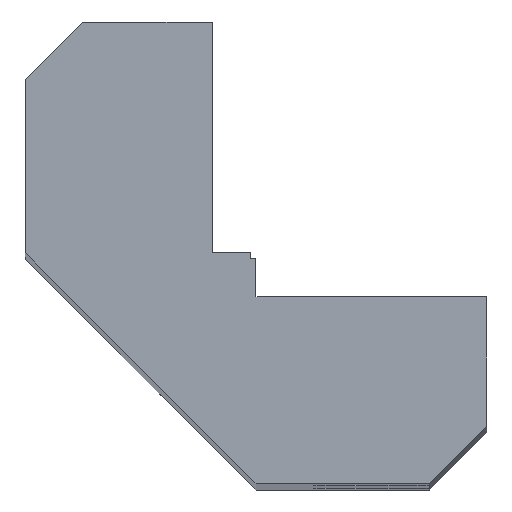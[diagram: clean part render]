
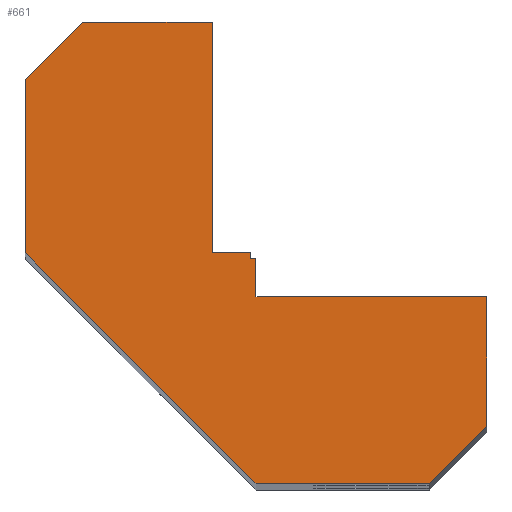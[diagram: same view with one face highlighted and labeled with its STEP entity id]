
A CAD part, top view. The second image highlights one B-rep face of the part: STEP entity #661.
In plain terms, the highlighted planar face has unit normal (0, 0, 1).
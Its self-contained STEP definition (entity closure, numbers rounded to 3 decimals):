
#67=FACE_OUTER_BOUND('',#105,.T.);
#105=EDGE_LOOP('',(#530,#531,#532,#533,#534,#535,#536,#537,#538,#539,#540,
#541,#542));
#166=LINE('',#1006,#242);
#169=LINE('',#1011,#245);
#171=LINE('',#1015,#247);
#177=LINE('',#1039,#253);
#181=LINE('',#1053,#257);
#182=LINE('',#1055,#258);
#183=LINE('',#1057,#259);
#184=LINE('',#1059,#260);
#185=LINE('',#1061,#261);
#186=LINE('',#1062,#262);
#187=LINE('',#1064,#263);
#188=LINE('',#1066,#264);
#189=LINE('',#1067,#265);
#242=VECTOR('',#804,10.);
#245=VECTOR('',#809,10.);
#247=VECTOR('',#813,10.);
#253=VECTOR('',#839,10.);
#257=VECTOR('',#857,10.);
#258=VECTOR('',#858,10.);
#259=VECTOR('',#859,10.);
#260=VECTOR('',#860,10.);
#261=VECTOR('',#861,10.);
#262=VECTOR('',#862,10.);
#263=VECTOR('',#863,10.);
#264=VECTOR('',#864,10.);
#265=VECTOR('',#865,10.);
#308=VERTEX_POINT('',#1003);
#309=VERTEX_POINT('',#1005);
#310=VERTEX_POINT('',#1009);
#311=VERTEX_POINT('',#1013);
#318=VERTEX_POINT('',#1036);
#319=VERTEX_POINT('',#1038);
#322=VERTEX_POINT('',#1052);
#323=VERTEX_POINT('',#1054);
#324=VERTEX_POINT('',#1056);
#325=VERTEX_POINT('',#1058);
#326=VERTEX_POINT('',#1060);
#327=VERTEX_POINT('',#1063);
#328=VERTEX_POINT('',#1065);
#376=EDGE_CURVE('',#308,#309,#166,.T.);
#379=EDGE_CURVE('',#310,#308,#169,.T.);
#381=EDGE_CURVE('',#310,#311,#171,.T.);
#393=EDGE_CURVE('',#318,#319,#177,.T.);
#399=EDGE_CURVE('',#322,#309,#181,.T.);
#400=EDGE_CURVE('',#311,#323,#182,.T.);
#401=EDGE_CURVE('',#324,#323,#183,.T.);
#402=EDGE_CURVE('',#325,#324,#184,.T.);
#403=EDGE_CURVE('',#325,#326,#185,.T.);
#404=EDGE_CURVE('',#319,#326,#186,.T.);
#405=EDGE_CURVE('',#327,#318,#187,.T.);
#406=EDGE_CURVE('',#327,#328,#188,.T.);
#407=EDGE_CURVE('',#328,#322,#189,.T.);
#530=ORIENTED_EDGE('',*,*,#399,.T.);
#531=ORIENTED_EDGE('',*,*,#376,.F.);
#532=ORIENTED_EDGE('',*,*,#379,.F.);
#533=ORIENTED_EDGE('',*,*,#381,.T.);
#534=ORIENTED_EDGE('',*,*,#400,.T.);
#535=ORIENTED_EDGE('',*,*,#401,.F.);
#536=ORIENTED_EDGE('',*,*,#402,.F.);
#537=ORIENTED_EDGE('',*,*,#403,.T.);
#538=ORIENTED_EDGE('',*,*,#404,.F.);
#539=ORIENTED_EDGE('',*,*,#393,.F.);
#540=ORIENTED_EDGE('',*,*,#405,.F.);
#541=ORIENTED_EDGE('',*,*,#406,.T.);
#542=ORIENTED_EDGE('',*,*,#407,.T.);
#629=PLANE('',#719);
#661=ADVANCED_FACE('',(#67),#629,.T.);
#719=AXIS2_PLACEMENT_3D('',#1051,#855,#856);
#804=DIRECTION('',(1.,0.,0.));
#809=DIRECTION('',(0.,-1.,0.));
#813=DIRECTION('',(-1.,0.,0.));
#839=DIRECTION('',(-1.,0.,0.));
#855=DIRECTION('center_axis',(0.,0.,1.));
#856=DIRECTION('ref_axis',(1.,0.,0.));
#857=DIRECTION('',(0.,1.,0.));
#858=DIRECTION('',(0.,1.,0.));
#859=DIRECTION('',(1.,0.,0.));
#860=DIRECTION('',(0.707,0.707,0.));
#861=DIRECTION('',(0.,-1.,0.));
#862=DIRECTION('',(-0.707,0.707,0.));
#863=DIRECTION('',(-0.707,-0.707,0.));
#864=DIRECTION('',(0.,1.,0.));
#865=DIRECTION('',(-1.,0.,0.));
#1003=CARTESIAN_POINT('',(999.5,-0.5,753.5));
#1005=CARTESIAN_POINT('',(1000.,-0.5,753.5));
#1006=CARTESIAN_POINT('',(995.,-0.5,753.5));
#1009=CARTESIAN_POINT('',(999.5,0.,753.5));
#1011=CARTESIAN_POINT('',(999.5,20.,753.5));
#1013=CARTESIAN_POINT('',(996.2,0.,753.5));
#1015=CARTESIAN_POINT('',(1053.1,0.,753.5));
#1036=CARTESIAN_POINT('',(1015.,-20.,753.5));
#1038=CARTESIAN_POINT('',(1000.,-20.,753.5));
#1039=CARTESIAN_POINT('',(1035.,-20.,753.5));
#1051=CARTESIAN_POINT('Origin',(1110.,115.1,753.5));
#1052=CARTESIAN_POINT('',(1000.,-3.8,753.5));
#1053=CARTESIAN_POINT('',(1000.,57.3,753.5));
#1054=CARTESIAN_POINT('',(996.2,20.,753.5));
#1055=CARTESIAN_POINT('',(996.2,297.55,753.5));
#1056=CARTESIAN_POINT('',(985.,20.,753.5));
#1057=CARTESIAN_POINT('',(995.,20.,753.5));
#1058=CARTESIAN_POINT('',(980.,15.,753.5));
#1059=CARTESIAN_POINT('',(1038.775,73.775,753.5));
#1060=CARTESIAN_POINT('',(980.,0.,753.5));
#1061=CARTESIAN_POINT('',(980.,20.,753.5));
#1062=CARTESIAN_POINT('',(988.725,-8.725,753.5));
#1063=CARTESIAN_POINT('',(1020.,-15.,753.5));
#1064=CARTESIAN_POINT('',(1073.775,38.775,753.5));
#1065=CARTESIAN_POINT('',(1020.,-3.8,753.5));
#1066=CARTESIAN_POINT('',(1020.,-20.,753.5));
#1067=CARTESIAN_POINT('',(950.,-3.8,753.5));
